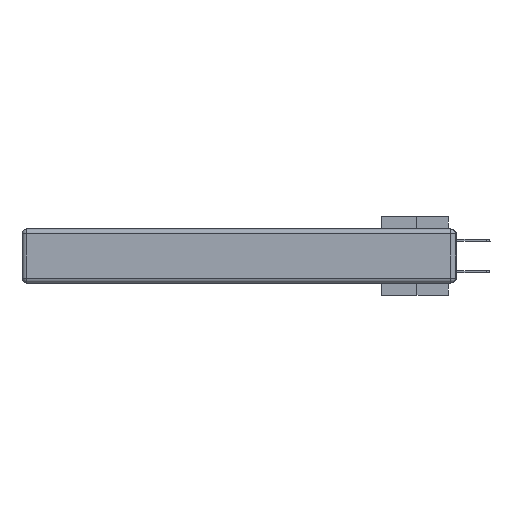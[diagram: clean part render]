
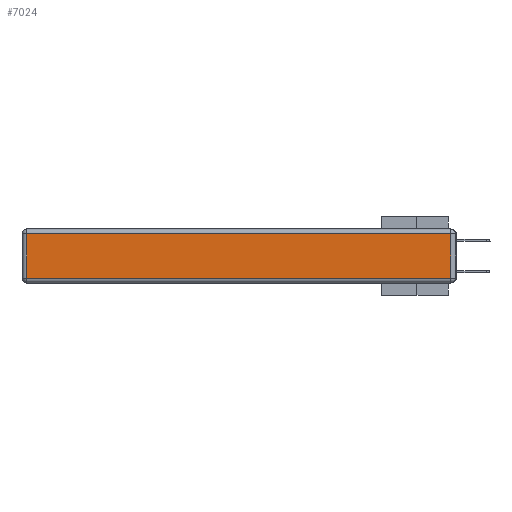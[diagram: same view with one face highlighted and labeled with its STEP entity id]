
A CAD part, left-side view. The second image highlights one B-rep face of the part: STEP entity #7024.
In plain terms, the highlighted planar face has unit normal (-1, 0, 0).
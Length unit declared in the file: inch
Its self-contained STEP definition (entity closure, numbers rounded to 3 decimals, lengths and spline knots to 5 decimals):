
#1389 = CARTESIAN_POINT ( 'NONE',  ( 0., 0.03, -0.313 ) ) ;
#1855 = ORIENTED_EDGE ( 'NONE', *, *, #37690, .T. ) ;
#5091 = AXIS2_PLACEMENT_3D ( 'NONE', #14523, #36618, #17721 ) ;
#5723 = CARTESIAN_POINT ( 'NONE',  ( 0., 2.72, -0.343 ) ) ;
#5998 = DIRECTION ( 'NONE',  ( 0., 0., -1. ) ) ;
#6262 = EDGE_CURVE ( 'NONE', #33623, #37582, #30455, .T. ) ;
#7024 = ADVANCED_FACE ( 'NONE', ( #27883 ), #30325, .T. ) ;
#8391 = DIRECTION ( 'NONE',  ( 0., 1., 0. ) ) ;
#9024 = VERTEX_POINT ( 'NONE', #16310 ) ;
#12533 = ORIENTED_EDGE ( 'NONE', *, *, #6262, .T. ) ;
#14523 = CARTESIAN_POINT ( 'NONE',  ( 0., 0., -0.343 ) ) ;
#14737 = CARTESIAN_POINT ( 'NONE',  ( 0., 2.75, -0.03 ) ) ;
#16008 = ORIENTED_EDGE ( 'NONE', *, *, #23144, .T. ) ;
#16310 = CARTESIAN_POINT ( 'NONE',  ( 0., 0.03, -0.03 ) ) ;
#16697 = CARTESIAN_POINT ( 'NONE',  ( 0., 0.03, -0.343 ) ) ;
#17721 = DIRECTION ( 'NONE',  ( 0., 0., 1. ) ) ;
#18578 = CARTESIAN_POINT ( 'NONE',  ( 0., 0., -0.313 ) ) ;
#18718 = DIRECTION ( 'NONE',  ( 0., -1., 0. ) ) ;
#19670 = LINE ( 'NONE', #14737, #24098 ) ;
#20388 = ORIENTED_EDGE ( 'NONE', *, *, #20504, .T. ) ;
#20504 = EDGE_CURVE ( 'NONE', #37582, #22953, #37144, .T. ) ;
#22048 = VECTOR ( 'NONE', #5998, 39.37008 ) ;
#22116 = CARTESIAN_POINT ( 'NONE',  ( 0., 2.72, -0.313 ) ) ;
#22953 = VERTEX_POINT ( 'NONE', #1389 ) ;
#23144 = EDGE_CURVE ( 'NONE', #9024, #33623, #19670, .T. ) ;
#24098 = VECTOR ( 'NONE', #8391, 39.37008 ) ;
#25181 = LINE ( 'NONE', #16697, #35024 ) ;
#25663 = DIRECTION ( 'NONE',  ( 0., 0., 1. ) ) ;
#27883 = FACE_OUTER_BOUND ( 'NONE', #35015, .T. ) ;
#30325 = PLANE ( 'NONE',  #5091 ) ;
#30455 = LINE ( 'NONE', #5723, #22048 ) ;
#33623 = VERTEX_POINT ( 'NONE', #39275 ) ;
#34696 = VECTOR ( 'NONE', #18718, 39.37008 ) ;
#35015 = EDGE_LOOP ( 'NONE', ( #20388, #1855, #16008, #12533 ) ) ;
#35024 = VECTOR ( 'NONE', #25663, 39.37008 ) ;
#36618 = DIRECTION ( 'NONE',  ( -1., 0., 0. ) ) ;
#37144 = LINE ( 'NONE', #18578, #34696 ) ;
#37582 = VERTEX_POINT ( 'NONE', #22116 ) ;
#37690 = EDGE_CURVE ( 'NONE', #22953, #9024, #25181, .T. ) ;
#39275 = CARTESIAN_POINT ( 'NONE',  ( 0., 2.72, -0.03 ) ) ;
